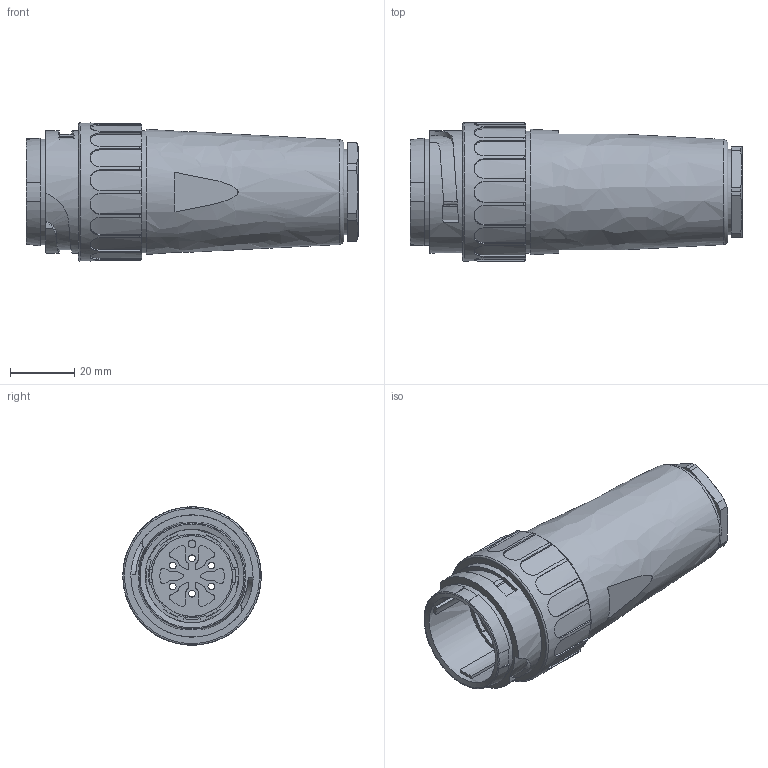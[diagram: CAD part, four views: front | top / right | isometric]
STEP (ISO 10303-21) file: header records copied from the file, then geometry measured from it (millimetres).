
FILE_DESCRIPTION((''),'2;1');
FILE_NAME('C016_20I005_105_2_3D_Modell.stp', '2012-01-16T10:53:04',('User'),('SDRC'),'I-DEAS Master Series 9','UNIX', 'Yes');
FILE_SCHEMA(('CONFIG_CONTROL_DESIGN', 'GEOMETRIC_VALIDATION_PROPERTIES_MIM','SHAPE_APPEARANCE_LAYER_MIM'));
Length unit declared in the file: millimetre
Assembly tree (6 placements, depth 0):
Bounding box: 103.22 x 42.99 x 43 mm (x, y, z)
Volume: 57631.5 mm3; surface area: 45924.6 mm2
Topology: 6 solids, 6 shells, 624 faces, 1674 edges, 1101 vertices
Faces by surface type: bspline 624
Entity records: 22294 total; most frequent: CARTESIAN_POINT 11192, ORIENTED_EDGE 3324, EDGE_CURVE 1662, VERTEX_POINT 1078, B_SPLINE_CURVE_WITH_KNOTS 737, EDGE_LOOP 686, FACE_OUTER_BOUND 624, ADVANCED_FACE 624
